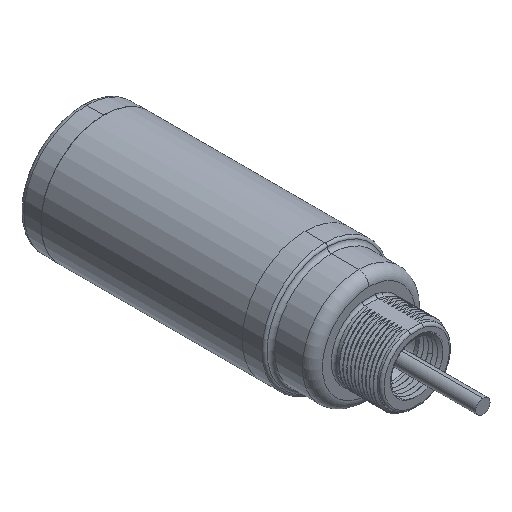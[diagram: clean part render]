
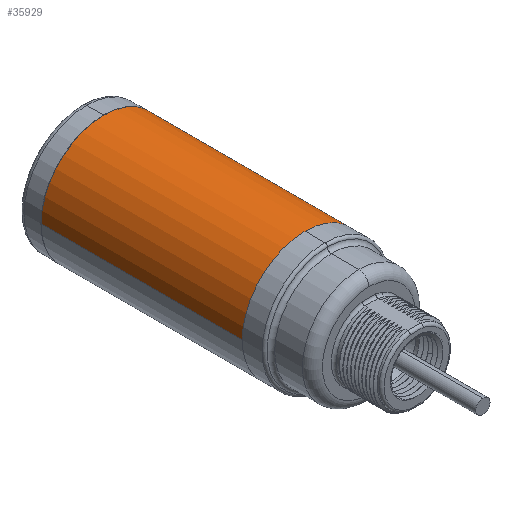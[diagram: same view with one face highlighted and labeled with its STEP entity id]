
A CAD part, isometric view. The second image highlights one B-rep face of the part: STEP entity #35929.
In plain terms, the highlighted cylindrical face has radius 25 mm (diameter 50 mm), a partial arc.
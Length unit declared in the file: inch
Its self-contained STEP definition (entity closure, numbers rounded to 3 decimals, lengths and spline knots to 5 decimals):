
#31286=CARTESIAN_POINT('',(0.,0.88189,0.));
#31287=DIRECTION('',(0.,1.,0.));
#31288=DIRECTION('',(-1.,0.,0.));
#31289=AXIS2_PLACEMENT_3D('',#31286,#31287,#31288);
#31301=DIRECTION('',(0.,1.,0.));
#31302=VECTOR('',#31301,3.14961);
#31303=CARTESIAN_POINT('',(0.98425,0.88189,0.));
#31304=LINE('',#31303,#31302);
#31305=DIRECTION('',(0.,1.,0.));
#31306=VECTOR('',#31305,3.14961);
#31307=CARTESIAN_POINT('',(-0.98425,0.88189,0.));
#31308=LINE('',#31307,#31306);
#31314=CARTESIAN_POINT('',(0.,4.0315,0.));
#31315=DIRECTION('',(0.,1.,0.));
#31316=DIRECTION('',(-1.,0.,0.));
#31317=AXIS2_PLACEMENT_3D('',#31314,#31315,#31316);
#35696=CARTESIAN_POINT('',(0.98425,0.88189,0.));
#35697=CARTESIAN_POINT('',(-0.98425,0.88189,0.));
#35698=VERTEX_POINT('',#35696);
#35699=VERTEX_POINT('',#35697);
#35700=CARTESIAN_POINT('',(0.98425,4.0315,0.));
#35701=CARTESIAN_POINT('',(-0.98425,4.0315,0.));
#35702=VERTEX_POINT('',#35700);
#35703=VERTEX_POINT('',#35701);
#35917=CARTESIAN_POINT('',(0.,0.88189,0.));
#35918=DIRECTION('',(0.,1.,0.));
#35919=DIRECTION('',(1.,0.,0.));
#35920=AXIS2_PLACEMENT_3D('',#35917,#35918,#35919);
#35921=CYLINDRICAL_SURFACE('',#35920,0.98425);
#35922=ORIENTED_EDGE('',*,*,#35891,.F.);
#35923=ORIENTED_EDGE('',*,*,#35912,.T.);
#35925=ORIENTED_EDGE('',*,*,#35924,.T.);
#35926=ORIENTED_EDGE('',*,*,#35908,.F.);
#35927=EDGE_LOOP('',(#35922,#35923,#35925,#35926));
#35928=FACE_OUTER_BOUND('',#35927,.F.);
#35929=ADVANCED_FACE('',(#35928),#35921,.T.);
#31290=CIRCLE('',#31289,0.98425);
#31318=CIRCLE('',#31317,0.98425);
#35891=EDGE_CURVE('',#35699,#35698,#31290,.T.);
#35908=EDGE_CURVE('',#35698,#35702,#31304,.T.);
#35912=EDGE_CURVE('',#35699,#35703,#31308,.T.);
#35924=EDGE_CURVE('',#35703,#35702,#31318,.T.);
